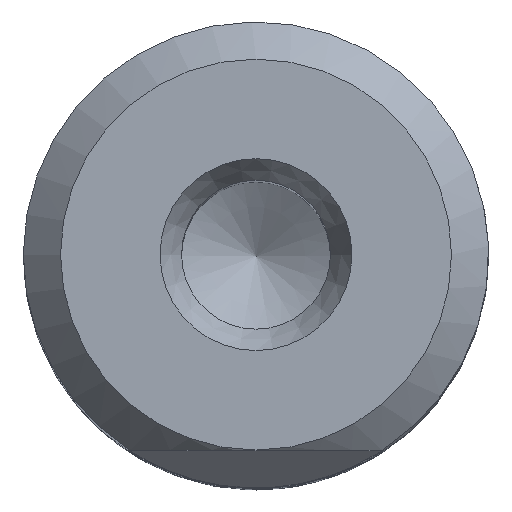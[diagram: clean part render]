
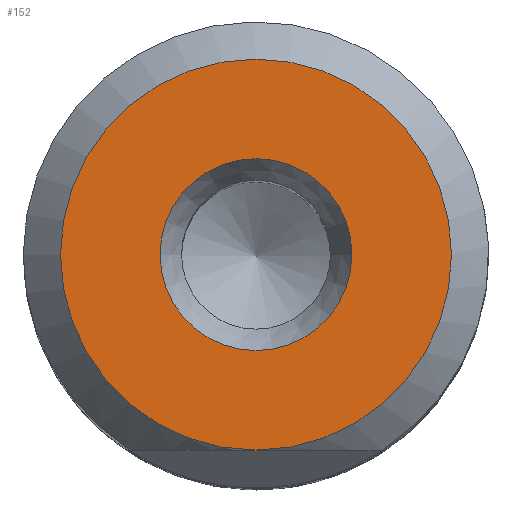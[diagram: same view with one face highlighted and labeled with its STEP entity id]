
A CAD part, top view. The second image highlights one B-rep face of the part: STEP entity #152.
In plain terms, the highlighted planar face has unit normal (0, 0, 1).
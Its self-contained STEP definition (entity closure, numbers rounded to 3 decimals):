
#40=PLANE('',#862);
#152=ADVANCED_FACE('',(#367,#368),#40,.F.);
#367=FACE_BOUND('',#473,.T.);
#368=FACE_BOUND('',#474,.T.);
#473=EDGE_LOOP('',(#593));
#474=EDGE_LOOP('',(#594));
#593=ORIENTED_EDGE('',*,*,#722,.F.);
#594=ORIENTED_EDGE('',*,*,#745,.T.);
#660=VERTEX_POINT('',#1510);
#683=VERTEX_POINT('',#1570);
#722=EDGE_CURVE('',#660,#660,#782,.T.);
#745=EDGE_CURVE('',#683,#683,#797,.T.);
#782=CIRCLE('',#832,10.5);
#797=CIRCLE('',#860,5.155);
#832=AXIS2_PLACEMENT_3D('',#1511,#978,#979);
#860=AXIS2_PLACEMENT_3D('',#1569,#1038,#1039);
#862=AXIS2_PLACEMENT_3D('',#1572,#1042,#1043);
#978=DIRECTION('',(0.,0.,-1.));
#979=DIRECTION('',(-1.,0.,0.));
#1038=DIRECTION('',(0.,0.,-1.));
#1039=DIRECTION('',(-1.,0.,0.));
#1042=DIRECTION('',(0.,0.,-1.));
#1043=DIRECTION('',(-1.,0.,0.));
#1510=CARTESIAN_POINT('',(0.,-10.5,57.));
#1511=CARTESIAN_POINT('',(0.,0.,57.));
#1569=CARTESIAN_POINT('',(0.,0.,57.));
#1570=CARTESIAN_POINT('',(-5.155,0.,57.));
#1572=CARTESIAN_POINT('',(5.155,0.,57.));
